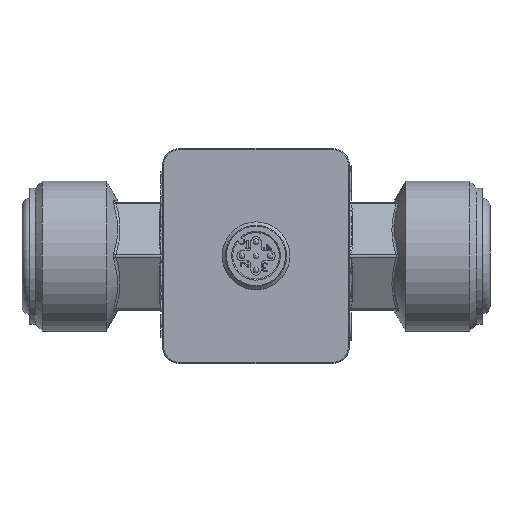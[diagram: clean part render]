
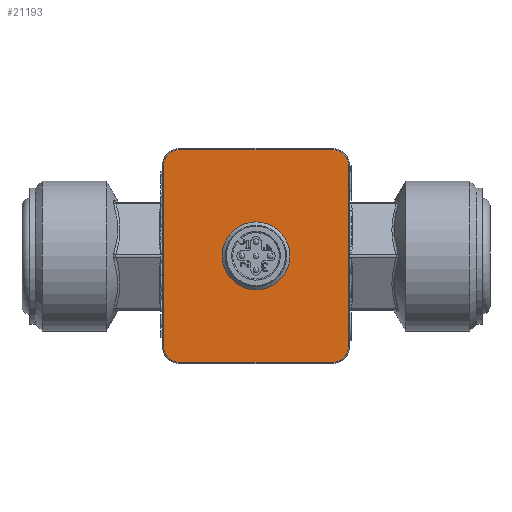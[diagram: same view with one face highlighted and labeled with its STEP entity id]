
A CAD part, top view. The second image highlights one B-rep face of the part: STEP entity #21193.
In plain terms, the highlighted planar face has unit normal (0, 0, 1).
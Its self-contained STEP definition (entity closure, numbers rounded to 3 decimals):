
#1111=FACE_BOUND('',#3633,.T.);
#1543=PLANE('',#22437);
#2373=FACE_OUTER_BOUND('',#3632,.T.);
#3632=EDGE_LOOP('',(#16888,#16889,#16890,#16891,#16892,#16893,#16894,#16895));
#3633=EDGE_LOOP('',(#16896));
#5456=LINE('',#32981,#7556);
#5458=LINE('',#32998,#7558);
#5459=LINE('',#33002,#7559);
#5461=LINE('',#33017,#7561);
#7556=VECTOR('',#25247,10.);
#7558=VECTOR('',#25271,10.);
#7559=VECTOR('',#25276,10.);
#7561=VECTOR('',#25296,10.);
#8712=CIRCLE('',#22414,2.8);
#8716=CIRCLE('',#22419,2.8);
#8720=CIRCLE('',#22426,2.8);
#8724=CIRCLE('',#22431,2.8);
#8725=CIRCLE('',#22438,6.);
#9918=VERTEX_POINT('',#32978);
#9919=VERTEX_POINT('',#32980);
#9921=VERTEX_POINT('',#32986);
#9922=VERTEX_POINT('',#32991);
#9923=VERTEX_POINT('',#32996);
#9924=VERTEX_POINT('',#33000);
#9926=VERTEX_POINT('',#33005);
#9927=VERTEX_POINT('',#33010);
#9929=VERTEX_POINT('',#33026);
#12419=EDGE_CURVE('',#9918,#9919,#5456,.T.);
#12423=EDGE_CURVE('',#9921,#9918,#8712,.T.);
#12427=EDGE_CURVE('',#9919,#9922,#8716,.T.);
#12429=EDGE_CURVE('',#9923,#9921,#5458,.T.);
#12431=EDGE_CURVE('',#9922,#9924,#5459,.T.);
#12433=EDGE_CURVE('',#9926,#9923,#8720,.T.);
#12437=EDGE_CURVE('',#9924,#9927,#8724,.T.);
#12439=EDGE_CURVE('',#9927,#9926,#5461,.T.);
#12443=EDGE_CURVE('',#9929,#9929,#8725,.T.);
#16888=ORIENTED_EDGE('',*,*,#12419,.F.);
#16889=ORIENTED_EDGE('',*,*,#12423,.F.);
#16890=ORIENTED_EDGE('',*,*,#12429,.F.);
#16891=ORIENTED_EDGE('',*,*,#12433,.F.);
#16892=ORIENTED_EDGE('',*,*,#12439,.F.);
#16893=ORIENTED_EDGE('',*,*,#12437,.F.);
#16894=ORIENTED_EDGE('',*,*,#12431,.F.);
#16895=ORIENTED_EDGE('',*,*,#12427,.F.);
#16896=ORIENTED_EDGE('',*,*,#12443,.T.);
#21193=ADVANCED_FACE('',(#2373,#1111),#1543,.F.);
#22414=AXIS2_PLACEMENT_3D('',#32988,#25255,#25256);
#22419=AXIS2_PLACEMENT_3D('',#32994,#25265,#25266);
#22426=AXIS2_PLACEMENT_3D('',#33007,#25281,#25282);
#22431=AXIS2_PLACEMENT_3D('',#33014,#25291,#25292);
#22437=AXIS2_PLACEMENT_3D('',#33025,#25308,#25309);
#22438=AXIS2_PLACEMENT_3D('',#33027,#25310,#25311);
#25247=DIRECTION('',(-1.,0.,0.));
#25255=DIRECTION('center_axis',(0.,0.,
-1.));
#25256=DIRECTION('ref_axis',(0.707,-0.707,0.));
#25265=DIRECTION('center_axis',(0.,0.,
-1.));
#25266=DIRECTION('ref_axis',(-0.707,-0.707,0.));
#25271=DIRECTION('',(0.,-1.,0.));
#25276=DIRECTION('',(0.,1.,0.));
#25281=DIRECTION('center_axis',(0.,0.,
-1.));
#25282=DIRECTION('ref_axis',(0.707,0.707,0.));
#25291=DIRECTION('center_axis',(0.,0.,
-1.));
#25292=DIRECTION('ref_axis',(-0.707,0.707,0.));
#25296=DIRECTION('',(1.,0.,0.));
#25308=DIRECTION('center_axis',(0.,0.,
-1.));
#25309=DIRECTION('ref_axis',(-1.,0.,0.));
#25310=DIRECTION('center_axis',(0.,0.,
-1.));
#25311=DIRECTION('ref_axis',(-1.,0.,0.));
#32978=CARTESIAN_POINT('',(13.5,-18.8,27.));
#32980=CARTESIAN_POINT('',(-13.5,-18.8,27.));
#32981=CARTESIAN_POINT('',(6.75,-18.8,27.));
#32986=CARTESIAN_POINT('',(16.3,-16.,27.));
#32988=CARTESIAN_POINT('Origin',(13.5,-16.,27.));
#32991=CARTESIAN_POINT('',(-16.3,-16.,27.));
#32994=CARTESIAN_POINT('Origin',(-13.5,-16.,27.));
#32996=CARTESIAN_POINT('',(16.3,16.,27.));
#32998=CARTESIAN_POINT('',(16.3,8.,27.));
#33000=CARTESIAN_POINT('',(-16.3,16.,27.));
#33002=CARTESIAN_POINT('',(-16.3,-8.,27.));
#33005=CARTESIAN_POINT('',(13.5,18.8,27.));
#33007=CARTESIAN_POINT('Origin',(13.5,16.,27.));
#33010=CARTESIAN_POINT('',(-13.5,18.8,27.));
#33014=CARTESIAN_POINT('Origin',(-13.5,16.,27.));
#33017=CARTESIAN_POINT('',(-6.75,18.8,27.));
#33025=CARTESIAN_POINT('Origin',(0.,0.,
27.));
#33026=CARTESIAN_POINT('',(6.,0.,27.));
#33027=CARTESIAN_POINT('Origin',(0.,0.,
27.));
